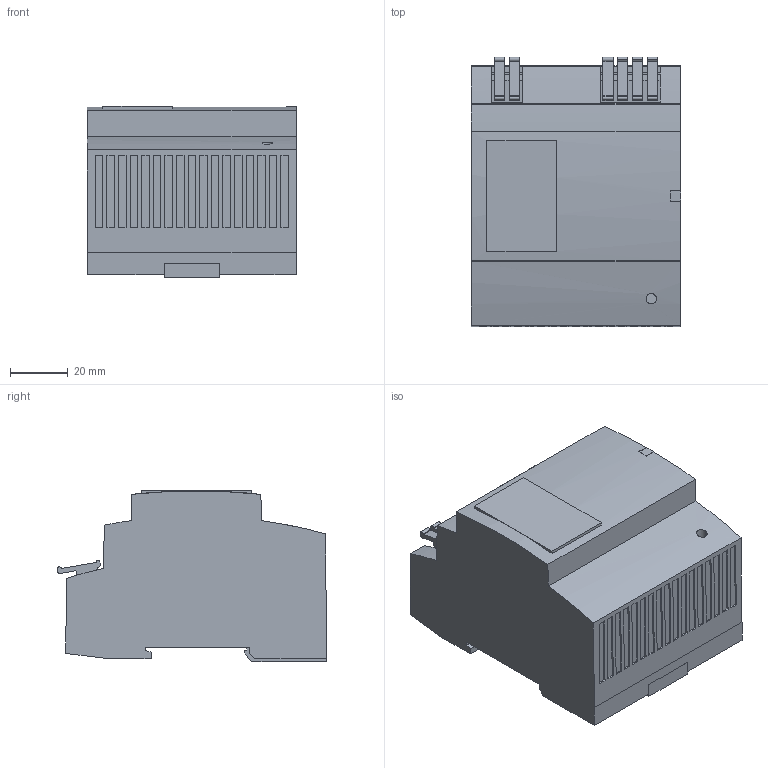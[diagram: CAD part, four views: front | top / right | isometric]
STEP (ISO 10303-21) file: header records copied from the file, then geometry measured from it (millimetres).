
FILE_DESCRIPTION (( 'STEP AP214' ), '1' );
FILE_NAME ('1032654.STEP', '2025-12-09T10:51:01', ( '' ), ( '' ), 'SwSTEP 2.0', 'SolidWorks 2022', '' );
FILE_SCHEMA (( 'AUTOMOTIVE_DESIGN' ));
Length unit declared in the file: millimetre
Products named in the file (1): 1032654
Bounding box: 72.1 x 92.88 x 59.1 mm (x, y, z)
Volume: 306837.5 mm3; surface area: 32109.4 mm2
Topology: 1 solids, 1 shells, 398 faces, 1044 edges, 696 vertices
Faces by surface type: plane 352, bspline 24, cylinder 22
Entity records: 12710 total; most frequent: CARTESIAN_POINT 2949, ORIENTED_EDGE 2088, DIRECTION 1794, EDGE_CURVE 1044, LINE 944, VECTOR 944, VERTEX_POINT 696, EDGE_LOOP 446
